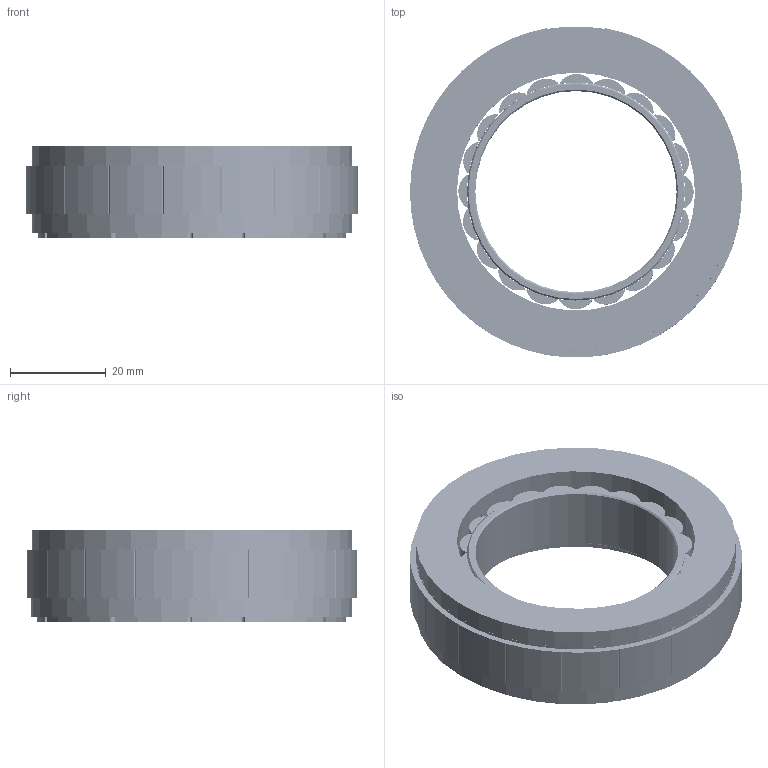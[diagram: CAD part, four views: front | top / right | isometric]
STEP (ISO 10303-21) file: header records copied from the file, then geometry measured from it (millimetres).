
FILE_DESCRIPTION (( 'STEP AP203' ), '1' );
FILE_NAME ('FT70AIS28-48-C01235.STEP', '2026-03-12T05:25:13', ( '' ), ( '' ), 'SwSTEP 2.0', 'SolidWorks 2024', '' );
FILE_SCHEMA (( 'CONFIG_CONTROL_DESIGN' ));
Length unit declared in the file: millimetre
Products named in the file (12): FT70AIS28-48-C01235; 70PCB线路板; 70铜线H12; 70灌胶H4.3; 70转子铁芯H13+磁钢; 70定子铁芯H10; 70灌胶H4; 01.A006.000076 70磁钢-L13mm; 70-h10; 01.A005.000141 70无框转子铁芯H13; 70定子铁芯H10+骨架
Assembly tree (188 placements, depth 3):
  FT70AIS28-48-C01235
    70定子铁芯H10+骨架
      70定子铁芯H10
      70-h10  x36
      70定子铁芯H10  x17
    70转子铁芯H13+磁钢
      01.A005.000141 70无框转子铁芯H13
      01.A006.000076 70磁钢-L13mm  x20
    70灌胶H4
    70灌胶H4.3
    70PCB线路板
    70铜线H12  x108
Bounding box: 69.3 x 69.04 x 19.3 mm (x, y, z)
Volume: 34165 mm3; surface area: 55136.6 mm2
Topology: 186 solids, 186 shells, 8753 faces, 23287 edges, 14334 vertices
Faces by surface type: cylinder 3193, plane 1952, bspline 1944, torus 1224, cone 368, sphere 72
Entity records: 19824 total; most frequent: CARTESIAN_POINT 3837, DIRECTION 2291, ORIENTED_EDGE 1992, EDGE_CURVE 996, AXIS2_PLACEMENT_3D 914, VERTEX_POINT 635, VECTOR 463, LINE 463
